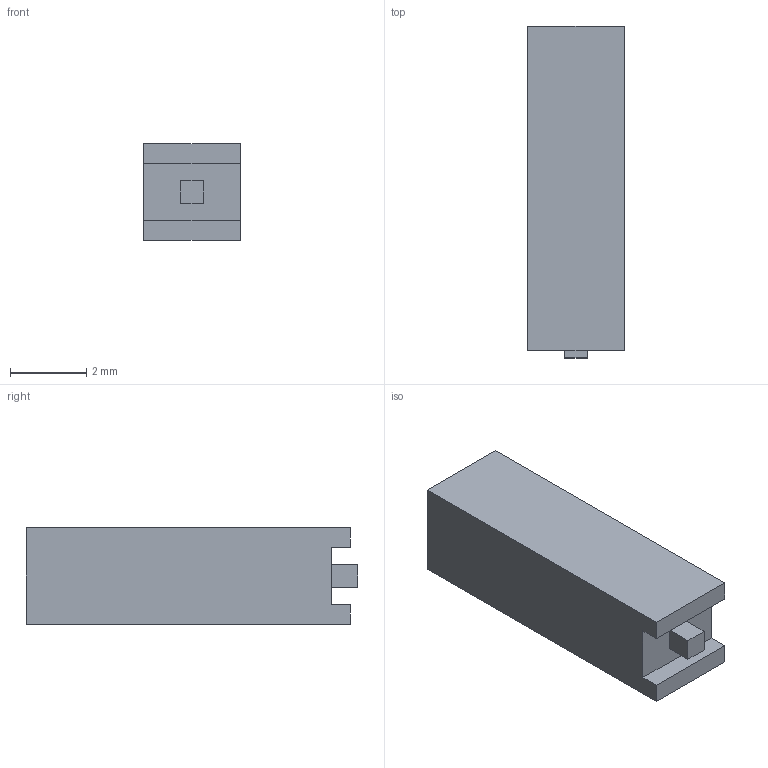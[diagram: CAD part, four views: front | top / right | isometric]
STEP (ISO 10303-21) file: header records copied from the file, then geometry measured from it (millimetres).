
FILE_DESCRIPTION (( 'STEP AP214' ), '1' );
FILE_NAME ('PBS.STEP', '2017-12-25T19:48:41', ( '' ), ( '' ), 'SwSTEP 2.0', 'SolidWorks 2016', '' );
FILE_SCHEMA (( 'AUTOMOTIVE_DESIGN' ));
Length unit declared in the file: millimetre
Products named in the file (1): PBS
Bounding box: 2.54 x 8.7 x 2.54 mm (x, y, z)
Volume: 49.7 mm3; surface area: 120.6 mm2
Topology: 2 solids, 2 shells, 25 faces, 56 edges, 36 vertices
Faces by surface type: plane 25
Entity records: 721 total; most frequent: CARTESIAN_POINT 118, ORIENTED_EDGE 112, DIRECTION 108, EDGE_CURVE 56, LINE 56, VECTOR 56, VERTEX_POINT 36, EDGE_LOOP 26
